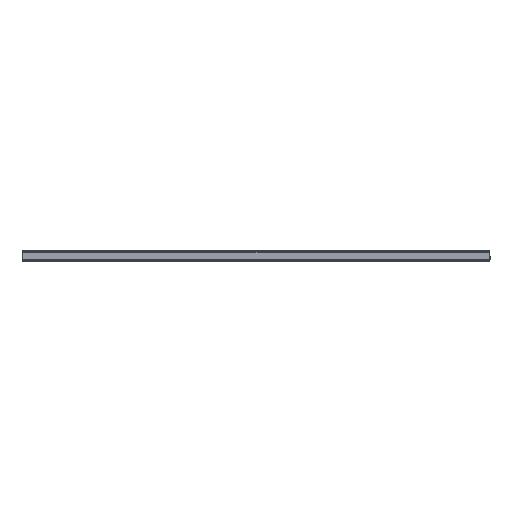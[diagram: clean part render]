
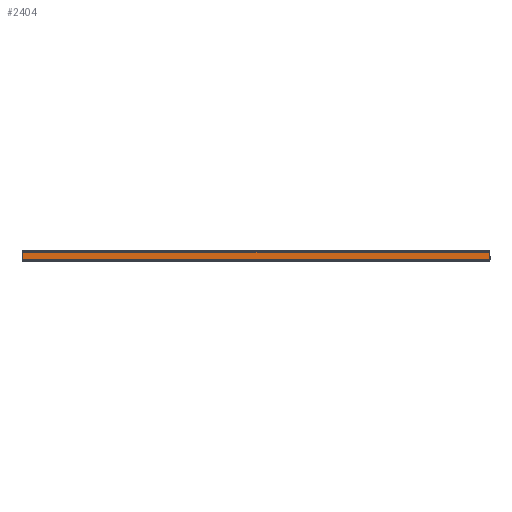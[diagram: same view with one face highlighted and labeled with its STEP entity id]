
A CAD part, left-side view. The second image highlights one B-rep face of the part: STEP entity #2404.
In plain terms, the highlighted planar face has unit normal (-1, 0, 0).
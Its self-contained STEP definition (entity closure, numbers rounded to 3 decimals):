
#2 = CARTESIAN_POINT ( 'NONE',  ( 0., 1.707, 14.5 ) ) ;
#275 = AXIS2_PLACEMENT_3D ( 'NONE', #821, #2322, #1046 ) ;
#434 = ORIENTED_EDGE ( 'NONE', *, *, #1683, .T. ) ;
#437 = DIRECTION ( 'NONE',  ( 0., 1., 0. ) ) ;
#821 = CARTESIAN_POINT ( 'NONE',  ( 0., 0., 0. ) ) ;
#877 = CARTESIAN_POINT ( 'NONE',  ( 0., 797.859, 1. ) ) ;
#979 = VECTOR ( 'NONE', #3832, 1000. ) ;
#1046 = DIRECTION ( 'NONE',  ( 0., 0., -1. ) ) ;
#1326 = FACE_OUTER_BOUND ( 'NONE', #3116, .T. ) ;
#1683 = EDGE_CURVE ( 'NONE', #3445, #3378, #2688, .T. ) ;
#1722 = ORIENTED_EDGE ( 'NONE', *, *, #3470, .F. ) ;
#1953 = VECTOR ( 'NONE', #2753, 1000. ) ;
#1967 = ORIENTED_EDGE ( 'NONE', *, *, #2139, .F. ) ;
#2139 = EDGE_CURVE ( 'NONE', #2213, #3378, #3177, .T. ) ;
#2154 = LINE ( 'NONE', #3142, #2184 ) ;
#2184 = VECTOR ( 'NONE', #3459, 1000. ) ;
#2213 = VERTEX_POINT ( 'NONE', #3612 ) ;
#2322 = DIRECTION ( 'NONE',  ( 1., 0., 0. ) ) ;
#2348 = CARTESIAN_POINT ( 'NONE',  ( 0., 797.859, 14.5 ) ) ;
#2404 = ADVANCED_FACE ( 'NONE', ( #1326 ), #3779, .F. ) ;
#2688 = LINE ( 'NONE', #2, #1953 ) ;
#2739 = CARTESIAN_POINT ( 'NONE',  ( 0., 799., 1. ) ) ;
#2753 = DIRECTION ( 'NONE',  ( 0., 1., 0. ) ) ;
#2803 = EDGE_CURVE ( 'NONE', #2962, #3445, #2154, .T. ) ;
#2935 = CARTESIAN_POINT ( 'NONE',  ( 0., 1.141, 1. ) ) ;
#2962 = VERTEX_POINT ( 'NONE', #2935 ) ;
#3060 = LINE ( 'NONE', #2739, #3549 ) ;
#3116 = EDGE_LOOP ( 'NONE', ( #434, #1967, #1722, #3861 ) ) ;
#3142 = CARTESIAN_POINT ( 'NONE',  ( 0., 1.141, 1. ) ) ;
#3177 = LINE ( 'NONE', #877, #979 ) ;
#3378 = VERTEX_POINT ( 'NONE', #2348 ) ;
#3445 = VERTEX_POINT ( 'NONE', #4257 ) ;
#3459 = DIRECTION ( 'NONE',  ( 0., 0., 1. ) ) ;
#3470 = EDGE_CURVE ( 'NONE', #2962, #2213, #3060, .T. ) ;
#3549 = VECTOR ( 'NONE', #437, 1000. ) ;
#3612 = CARTESIAN_POINT ( 'NONE',  ( 0., 797.859, 1. ) ) ;
#3779 = PLANE ( 'NONE',  #275 ) ;
#3832 = DIRECTION ( 'NONE',  ( 0., 0., 1. ) ) ;
#3861 = ORIENTED_EDGE ( 'NONE', *, *, #2803, .T. ) ;
#4257 = CARTESIAN_POINT ( 'NONE',  ( 0., 1.141, 14.5 ) ) ;
